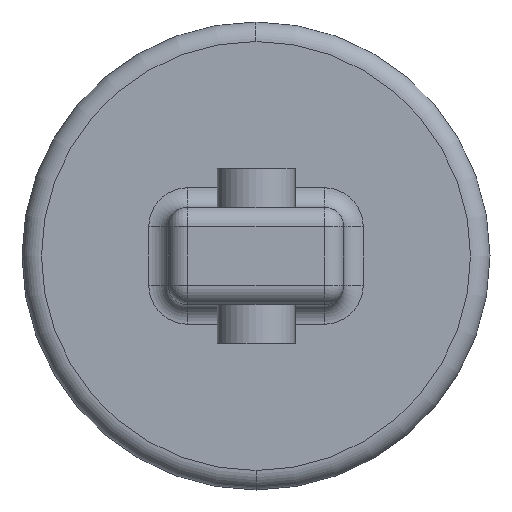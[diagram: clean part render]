
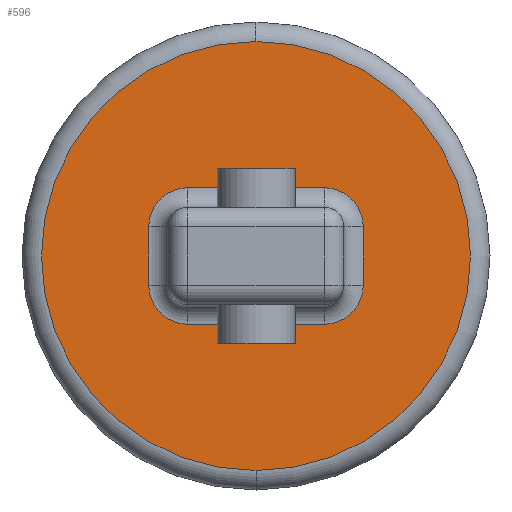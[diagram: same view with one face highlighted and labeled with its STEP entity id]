
A CAD part, left-side view. The second image highlights one B-rep face of the part: STEP entity #596.
In plain terms, the highlighted planar face has unit normal (-1, 0, 0).
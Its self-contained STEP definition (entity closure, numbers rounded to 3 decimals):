
#14 = CARTESIAN_POINT ( 'NONE',  ( 50., 0., -55. ) ) ;
#18 = CIRCLE ( 'NONE', #359, 10. ) ;
#34 = AXIS2_PLACEMENT_3D ( 'NONE', #1277, #141, #1093 ) ;
#53 = CARTESIAN_POINT ( 'NONE',  ( 50., -17.5, 7.5 ) ) ;
#54 = DIRECTION ( 'NONE',  ( 0., 0., 1. ) ) ;
#59 = CARTESIAN_POINT ( 'NONE',  ( 50., 0., 0. ) ) ;
#72 = VERTEX_POINT ( 'NONE', #76 ) ;
#76 = CARTESIAN_POINT ( 'NONE',  ( 50., -17.5, 17.5 ) ) ;
#113 = CIRCLE ( 'NONE', #796, 55. ) ;
#128 = VERTEX_POINT ( 'NONE', #372 ) ;
#130 = VECTOR ( 'NONE', #857, 1000. ) ;
#133 = EDGE_CURVE ( 'NONE', #187, #128, #941, .T. ) ;
#141 = DIRECTION ( 'NONE',  ( -1., 0., 0. ) ) ;
#162 = DIRECTION ( 'NONE',  ( 0., 0., 1. ) ) ;
#170 = CARTESIAN_POINT ( 'NONE',  ( 50., 0., 0. ) ) ;
#184 = DIRECTION ( 'NONE',  ( 0., 0., 1. ) ) ;
#187 = VERTEX_POINT ( 'NONE', #1229 ) ;
#193 = VECTOR ( 'NONE', #731, 1000. ) ;
#202 = ORIENTED_EDGE ( 'NONE', *, *, #1262, .T. ) ;
#222 = CARTESIAN_POINT ( 'NONE',  ( 50., 17.5, 7.5 ) ) ;
#272 = CIRCLE ( 'NONE', #1054, 55. ) ;
#300 = EDGE_CURVE ( 'NONE', #483, #72, #539, .T. ) ;
#305 = VERTEX_POINT ( 'NONE', #351 ) ;
#323 = DIRECTION ( 'NONE',  ( 0., -1., 0. ) ) ;
#345 = LINE ( 'NONE', #564, #503 ) ;
#351 = CARTESIAN_POINT ( 'NONE',  ( 50., 17.5, -17.5 ) ) ;
#359 = AXIS2_PLACEMENT_3D ( 'NONE', #53, #371, #184 ) ;
#371 = DIRECTION ( 'NONE',  ( -1., 0., 0. ) ) ;
#372 = CARTESIAN_POINT ( 'NONE',  ( 50., -27.5, -7.5 ) ) ;
#389 = EDGE_CURVE ( 'NONE', #483, #1170, #1276, .T. ) ;
#442 = DIRECTION ( 'NONE',  ( -1., 0., 0. ) ) ;
#467 = ORIENTED_EDGE ( 'NONE', *, *, #1038, .T. ) ;
#469 = CARTESIAN_POINT ( 'NONE',  ( 50., 17.5, 17.5 ) ) ;
#483 = VERTEX_POINT ( 'NONE', #469 ) ;
#497 = ORIENTED_EDGE ( 'NONE', *, *, #896, .T. ) ;
#499 = EDGE_LOOP ( 'NONE', ( #713, #1027, #905, #1070, #1197, #604, #998, #202 ) ) ;
#503 = VECTOR ( 'NONE', #1285, 1000. ) ;
#528 = CARTESIAN_POINT ( 'NONE',  ( 50., 27.5, 7.5 ) ) ;
#539 = LINE ( 'NONE', #962, #567 ) ;
#553 = DIRECTION ( 'NONE',  ( 0., 0., 1. ) ) ;
#564 = CARTESIAN_POINT ( 'NONE',  ( 50., -27.5, 0. ) ) ;
#567 = VECTOR ( 'NONE', #323, 1000. ) ;
#596 = ADVANCED_FACE ( 'NONE', ( #1202, #899 ), #1004, .T. ) ;
#604 = ORIENTED_EDGE ( 'NONE', *, *, #793, .T. ) ;
#633 = EDGE_CURVE ( 'NONE', #1084, #72, #18, .T. ) ;
#639 = CARTESIAN_POINT ( 'NONE',  ( 50., 27.5, -7.5 ) ) ;
#649 = CARTESIAN_POINT ( 'NONE',  ( 50., 0., 55. ) ) ;
#705 = VERTEX_POINT ( 'NONE', #649 ) ;
#713 = ORIENTED_EDGE ( 'NONE', *, *, #389, .F. ) ;
#731 = DIRECTION ( 'NONE',  ( 0., 1., 0. ) ) ;
#748 = AXIS2_PLACEMENT_3D ( 'NONE', #934, #1327, #54 ) ;
#776 = AXIS2_PLACEMENT_3D ( 'NONE', #59, #1315, #1226 ) ;
#793 = EDGE_CURVE ( 'NONE', #187, #305, #1068, .T. ) ;
#796 = AXIS2_PLACEMENT_3D ( 'NONE', #170, #1217, #162 ) ;
#822 = CIRCLE ( 'NONE', #34, 10. ) ;
#857 = DIRECTION ( 'NONE',  ( 0., 0., 1. ) ) ;
#866 = DIRECTION ( 'NONE',  ( 0., 0., 1. ) ) ;
#885 = EDGE_CURVE ( 'NONE', #1084, #128, #345, .T. ) ;
#896 = EDGE_CURVE ( 'NONE', #1319, #705, #272, .T. ) ;
#899 = FACE_BOUND ( 'NONE', #499, .T. ) ;
#905 = ORIENTED_EDGE ( 'NONE', *, *, #633, .F. ) ;
#934 = CARTESIAN_POINT ( 'NONE',  ( 50., -17.5, -7.5 ) ) ;
#941 = CIRCLE ( 'NONE', #748, 10. ) ;
#961 = CARTESIAN_POINT ( 'NONE',  ( 50., 0., -17.5 ) ) ;
#962 = CARTESIAN_POINT ( 'NONE',  ( 50., -22.5, 17.5 ) ) ;
#966 = LINE ( 'NONE', #1379, #130 ) ;
#998 = ORIENTED_EDGE ( 'NONE', *, *, #1266, .F. ) ;
#1004 = PLANE ( 'NONE',  #776 ) ;
#1025 = CARTESIAN_POINT ( 'NONE',  ( 50., -27.5, 7.5 ) ) ;
#1027 = ORIENTED_EDGE ( 'NONE', *, *, #300, .T. ) ;
#1038 = EDGE_CURVE ( 'NONE', #705, #1319, #113, .T. ) ;
#1040 = EDGE_LOOP ( 'NONE', ( #467, #497 ) ) ;
#1054 = AXIS2_PLACEMENT_3D ( 'NONE', #1296, #442, #866 ) ;
#1068 = LINE ( 'NONE', #961, #193 ) ;
#1070 = ORIENTED_EDGE ( 'NONE', *, *, #885, .T. ) ;
#1084 = VERTEX_POINT ( 'NONE', #1025 ) ;
#1093 = DIRECTION ( 'NONE',  ( 0., 0., 1. ) ) ;
#1101 = AXIS2_PLACEMENT_3D ( 'NONE', #222, #1281, #553 ) ;
#1170 = VERTEX_POINT ( 'NONE', #528 ) ;
#1197 = ORIENTED_EDGE ( 'NONE', *, *, #133, .F. ) ;
#1202 = FACE_OUTER_BOUND ( 'NONE', #1040, .T. ) ;
#1217 = DIRECTION ( 'NONE',  ( -1., 0., 0. ) ) ;
#1226 = DIRECTION ( 'NONE',  ( 0., 0., 1. ) ) ;
#1229 = CARTESIAN_POINT ( 'NONE',  ( 50., -17.5, -17.5 ) ) ;
#1230 = VERTEX_POINT ( 'NONE', #639 ) ;
#1262 = EDGE_CURVE ( 'NONE', #1230, #1170, #966, .T. ) ;
#1266 = EDGE_CURVE ( 'NONE', #1230, #305, #822, .T. ) ;
#1276 = CIRCLE ( 'NONE', #1101, 10. ) ;
#1277 = CARTESIAN_POINT ( 'NONE',  ( 50., 17.5, -7.5 ) ) ;
#1281 = DIRECTION ( 'NONE',  ( -1., 0., 0. ) ) ;
#1285 = DIRECTION ( 'NONE',  ( 0., 0., -1. ) ) ;
#1296 = CARTESIAN_POINT ( 'NONE',  ( 50., 0., 0. ) ) ;
#1315 = DIRECTION ( 'NONE',  ( -1., 0., 0. ) ) ;
#1319 = VERTEX_POINT ( 'NONE', #14 ) ;
#1327 = DIRECTION ( 'NONE',  ( -1., 0., 0. ) ) ;
#1379 = CARTESIAN_POINT ( 'NONE',  ( 50., 27.5, 12.5 ) ) ;
